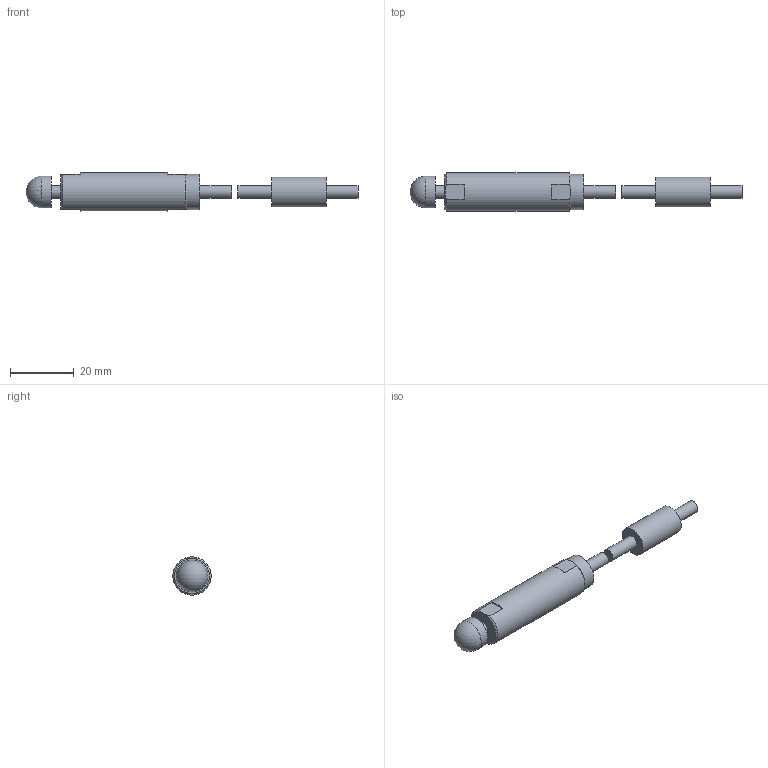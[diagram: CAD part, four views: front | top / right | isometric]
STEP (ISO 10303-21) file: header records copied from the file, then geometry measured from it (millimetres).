
FILE_DESCRIPTION (( 'STEP AP214' ), '1' );
FILE_NAME ('CSH121A-AL.STEP', '2019-05-28T15:58:58', ( '' ), ( '' ), 'SwSTEP 2.0', 'SolidWorks 2018', '' );
FILE_SCHEMA (( 'AUTOMOTIVE_DESIGN' ));
Length unit declared in the file: millimetre
Products named in the file (1): CSH121A-AL
Bounding box: 104.1 x 12 x 11.96 mm (x, y, z)
Volume: 6876.2 mm3; surface area: 3191.2 mm2
Topology: 2 solids, 2 shells, 28 faces, 56 edges, 35 vertices
Faces by surface type: plane 16, cylinder 8, cone 3, sphere 1
Full cylindrical faces by diameter (mm): 4 x4, 9.3 x1, 10 x1, 11 x1, 12 x1
Entity records: 731 total; most frequent: CARTESIAN_POINT 157, DIRECTION 118, ORIENTED_EDGE 84, AXIS2_PLACEMENT_3D 53, EDGE_CURVE 42, EDGE_LOOP 42, FACE_OUTER_BOUND 36, VERTEX_POINT 32
